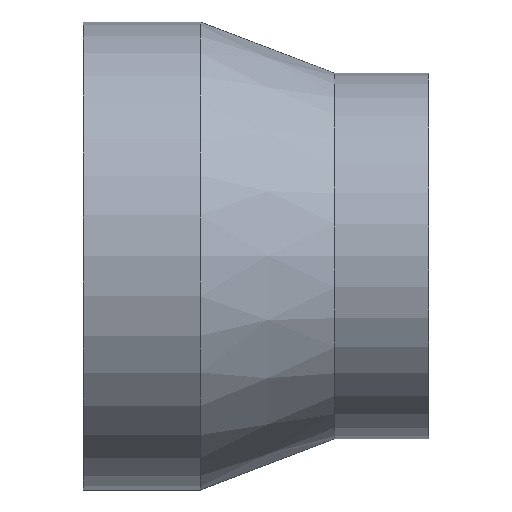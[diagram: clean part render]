
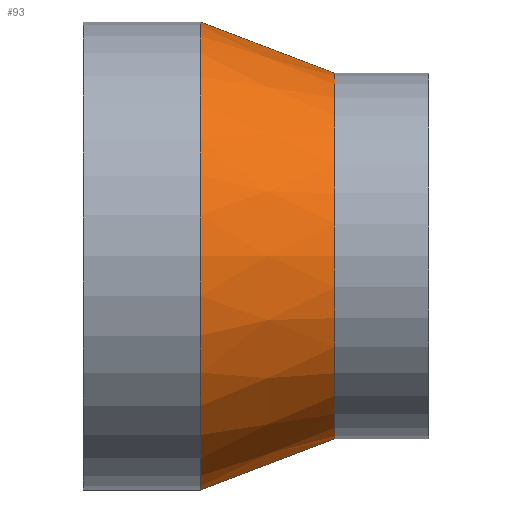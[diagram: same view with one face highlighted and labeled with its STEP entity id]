
A CAD part, top view. The second image highlights one B-rep face of the part: STEP entity #93.
In plain terms, the highlighted conical face has half-angle 20.829 degrees and reference radius 71.25 mm.
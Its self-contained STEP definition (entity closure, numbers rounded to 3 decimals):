
#83 = EDGE_CURVE( '', #197, #161, #217, .T. );
#87 = VERTEX_POINT( '', #222 );
#93 = ADVANCED_FACE( '', ( #228 ), #229, .T. );
#97 = VERTEX_POINT( '', #233 );
#139 = EDGE_CURVE( '', #197, #87, #284, .T. );
#157 = EDGE_CURVE( '', #97, #161, #306, .T. );
#161 = VERTEX_POINT( '', #310 );
#165 = EDGE_CURVE( '', #87, #97, #314, .T. );
#197 = VERTEX_POINT( '', #347 );
#217 = CIRCLE( '', #358, 80. );
#222 = CARTESIAN_POINT( '', ( 86., -62.5, 0. ) );
#228 = FACE_OUTER_BOUND( '', #371, .T. );
#229 = CONICAL_SURFACE( '', #372, 71.25, 0.364 );
#233 = CARTESIAN_POINT( '', ( 86., 62.5, 0. ) );
#284 = LINE( '', #438, #439 );
#306 = LINE( '', #468, #469 );
#310 = CARTESIAN_POINT( '', ( 40., 80., 0. ) );
#314 = CIRCLE( '', #480, 62.5 );
#347 = CARTESIAN_POINT( '', ( 40., -80., 0. ) );
#358 = AXIS2_PLACEMENT_3D( '', #530, #531, #532 );
#371 = EDGE_LOOP( '', ( #548, #549, #550, #551 ) );
#372 = AXIS2_PLACEMENT_3D( '', #552, #553, #554 );
#438 = CARTESIAN_POINT( '', ( 63., -71.25, 0. ) );
#439 = VECTOR( '', #639, 1. );
#468 = CARTESIAN_POINT( '', ( 63., 71.25, 0. ) );
#469 = VECTOR( '', #667, 1. );
#480 = AXIS2_PLACEMENT_3D( '', #669, #670, #671 );
#530 = CARTESIAN_POINT( '', ( 40., 0., 0. ) );
#531 = DIRECTION( '', ( -1., 0., 0. ) );
#532 = DIRECTION( '', ( 0., 1., 0. ) );
#548 = ORIENTED_EDGE( '', *, *, #157, .T. );
#549 = ORIENTED_EDGE( '', *, *, #83, .F. );
#550 = ORIENTED_EDGE( '', *, *, #139, .T. );
#551 = ORIENTED_EDGE( '', *, *, #165, .T. );
#552 = CARTESIAN_POINT( '', ( 63., 0., 0. ) );
#553 = DIRECTION( '', ( -1., 0., 0. ) );
#554 = DIRECTION( '', ( 0., 1., 0. ) );
#639 = DIRECTION( '', ( 0.935, 0.356, 0. ) );
#667 = DIRECTION( '', ( -0.935, 0.356, 0. ) );
#669 = CARTESIAN_POINT( '', ( 86., 0., 0. ) );
#670 = DIRECTION( '', ( -1., 0., 0. ) );
#671 = DIRECTION( '', ( 0., 1., 0. ) );
